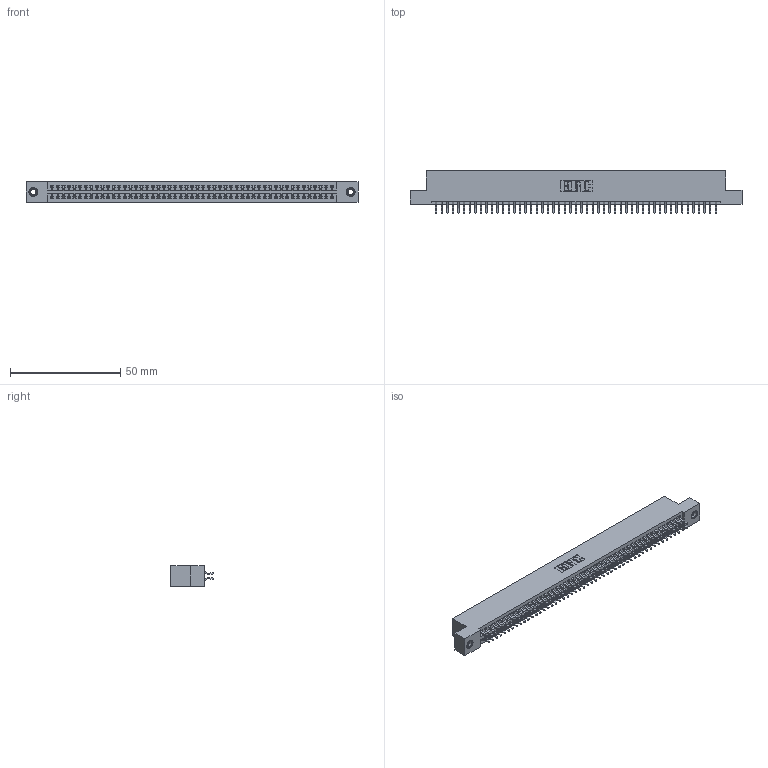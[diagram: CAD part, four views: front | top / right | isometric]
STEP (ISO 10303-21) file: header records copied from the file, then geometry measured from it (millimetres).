
FILE_DESCRIPTION (( 'STEP AP203' ), '1' );
FILE_NAME ('345-102-556-207.STEP', '2018-10-05T20:58:04', ( '' ), ( '' ), 'SwSTEP 2.0', 'SolidWorks 2016', '' );
FILE_SCHEMA (( 'CONFIG_CONTROL_DESIGN' ));
Length unit declared in the file: inch
Products named in the file (4): 345-292-001_556 Tail; 345 Part_Flush Mounting Lugs - 0.156 Dia-TI; 345-102-556-207; 345-250-001_345-250-005-103
Assembly tree (105 placements, depth 2):
  345-102-556-207
    345 Part_Flush Mounting Lugs - 0.156 Dia-TI
    345-292-001_556 Tail  x102
    345-250-001_345-250-005-103  x2
Bounding box: 150.75 x 19.24 x 9.4 mm (x, y, z)
Volume: 14709.9 mm3; surface area: 21856.6 mm2
Topology: 105 solids, 105 shells, 5898 faces, 17511 edges, 11530 vertices
Faces by surface type: plane 3886, cylinder 1996, cone 12, torus 4
Entity records: 40210 total; most frequent: CARTESIAN_POINT 6727, ORIENTED_EDGE 6642, DIRECTION 5935, EDGE_CURVE 3321, LINE 2957, VECTOR 2957, VERTEX_POINT 2208, AXIS2_PLACEMENT_3D 1489
